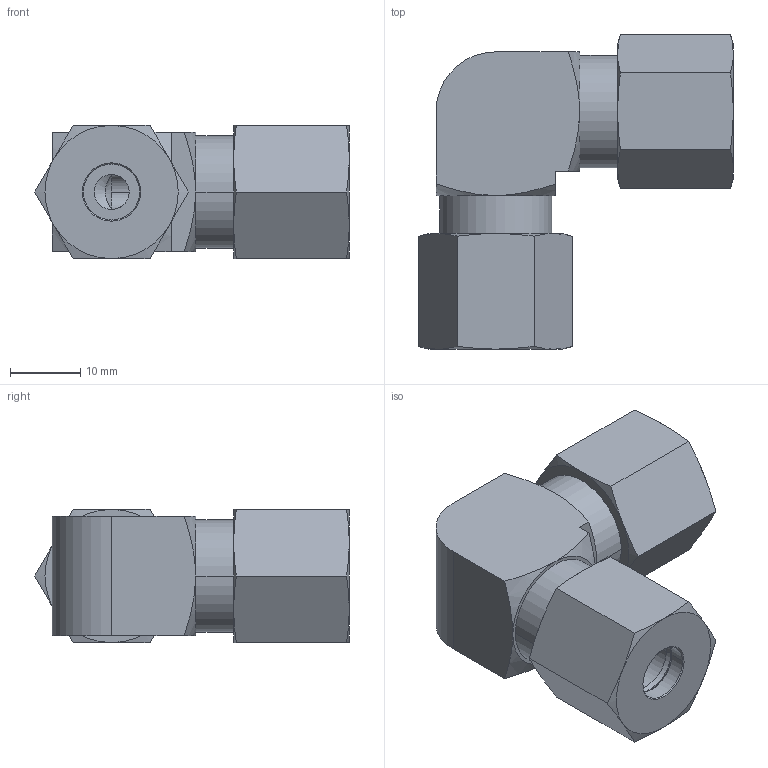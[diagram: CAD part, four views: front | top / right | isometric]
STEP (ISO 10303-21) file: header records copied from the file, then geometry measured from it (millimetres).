
FILE_DESCRIPTION((''),'2;1');
FILE_NAME('ILCM43000005','2009-07-23T',('mes'),(''),'PRO/ENGINEER BY PARAMETRIC TECHNOLOGY CORPORATION, 2007460','PRO/ENGINEER BY PARAMETRIC TECHNOLOGY CORPORATION, 2007460','');
FILE_SCHEMA(('AUTOMOTIVE_DESIGN_CC2 { 1 2 10303 214 -1 1 5 2 }'));
Length unit declared in the file: inch
Products named in the file (1): ILCM43000005
Bounding box: 44.87 x 44.87 x 19 mm (x, y, z)
Volume: 15881.7 mm3; surface area: 7784.3 mm2
Topology: 1 solids, 3 shells, 133 faces, 285 edges, 168 vertices
Faces by surface type: cone 66, plane 34, cylinder 33
Entity records: 5111 total; most frequent: CARTESIAN_POINT 1209, DIRECTION 613, ORIENTED_EDGE 570, EDGE_CURVE 285, AXIS2_PLACEMENT_3D 263, VERTEX_POINT 168, EDGE_LOOP 149, FACE_OUTER_BOUND 133
